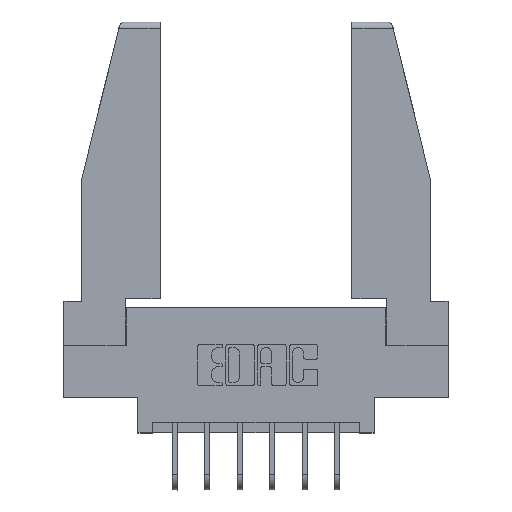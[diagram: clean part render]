
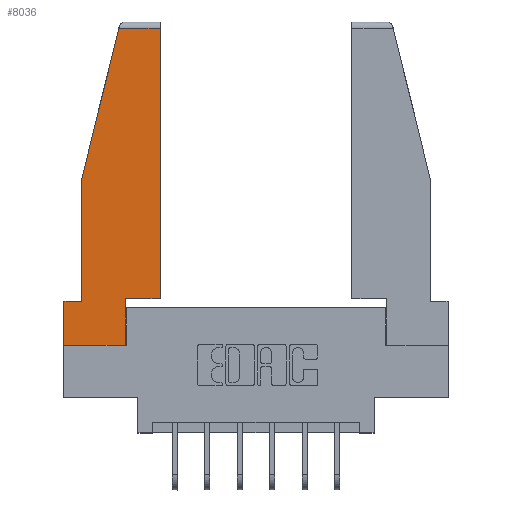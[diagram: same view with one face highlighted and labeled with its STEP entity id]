
A CAD part, top view. The second image highlights one B-rep face of the part: STEP entity #8036.
In plain terms, the highlighted planar face has unit normal (0, 0, 1).
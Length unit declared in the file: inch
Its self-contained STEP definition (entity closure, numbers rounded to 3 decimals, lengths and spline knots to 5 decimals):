
#21 = VERTEX_POINT ( 'NONE', #12129 ) ;
#239 = VERTEX_POINT ( 'NONE', #5478 ) ;
#307 = EDGE_CURVE ( 'NONE', #11438, #8616, #5998, .T. ) ;
#434 = PLANE ( 'NONE',  #1310 ) ;
#701 = DIRECTION ( 'NONE',  ( 1., 0., 0. ) ) ;
#722 = LINE ( 'NONE', #13174, #1404 ) ;
#1104 = CARTESIAN_POINT ( 'NONE',  ( 0., 1.52, 0. ) ) ;
#1310 = AXIS2_PLACEMENT_3D ( 'NONE', #7848, #10039, #7748 ) ;
#1314 = EDGE_CURVE ( 'NONE', #5070, #2790, #2251, .T. ) ;
#1375 = CARTESIAN_POINT ( 'NONE',  ( 0.086, 0.8, 0. ) ) ;
#1404 = VECTOR ( 'NONE', #6798, 39.37008 ) ;
#1538 = VECTOR ( 'NONE', #8576, 39.37008 ) ;
#2014 = CARTESIAN_POINT ( 'NONE',  ( 0.297, 0.223, 0. ) ) ;
#2182 = LINE ( 'NONE', #8483, #1538 ) ;
#2251 = LINE ( 'NONE', #1375, #10330 ) ;
#2432 = EDGE_CURVE ( 'NONE', #8616, #10263, #2454, .T. ) ;
#2454 = LINE ( 'NONE', #12158, #9029 ) ;
#2588 = CARTESIAN_POINT ( 'NONE',  ( 0.297, 0., 0. ) ) ;
#2724 = CARTESIAN_POINT ( 'NONE',  ( 0.086, 0.21, 0. ) ) ;
#2788 = CARTESIAN_POINT ( 'NONE',  ( 0., 0., 0. ) ) ;
#2790 = VERTEX_POINT ( 'NONE', #2724 ) ;
#2805 = VERTEX_POINT ( 'NONE', #13546 ) ;
#3117 = LINE ( 'NONE', #2788, #5535 ) ;
#3422 = ORIENTED_EDGE ( 'NONE', *, *, #1314, .T. ) ;
#3804 = VECTOR ( 'NONE', #8024, 39.37008 ) ;
#3813 = ORIENTED_EDGE ( 'NONE', *, *, #307, .T. ) ;
#4393 = EDGE_CURVE ( 'NONE', #10263, #5704, #9131, .T. ) ;
#4687 = VECTOR ( 'NONE', #13211, 39.37008 ) ;
#5070 = VERTEX_POINT ( 'NONE', #7373 ) ;
#5478 = CARTESIAN_POINT ( 'NONE',  ( 0., 0., 0. ) ) ;
#5535 = VECTOR ( 'NONE', #13189, 39.37008 ) ;
#5594 = CARTESIAN_POINT ( 'NONE',  ( 0.297, 0., 0. ) ) ;
#5694 = EDGE_CURVE ( 'NONE', #5704, #2805, #9106, .T. ) ;
#5704 = VERTEX_POINT ( 'NONE', #13112 ) ;
#5998 = LINE ( 'NONE', #2588, #4687 ) ;
#6084 = LINE ( 'NONE', #7366, #3804 ) ;
#6508 = EDGE_CURVE ( 'NONE', #2805, #5070, #6084, .T. ) ;
#6798 = DIRECTION ( 'NONE',  ( -1., 0., 0. ) ) ;
#6923 = ORIENTED_EDGE ( 'NONE', *, *, #11810, .T. ) ;
#7366 = CARTESIAN_POINT ( 'NONE',  ( 0.271, 1.55, 0. ) ) ;
#7373 = CARTESIAN_POINT ( 'NONE',  ( 0.086, 0.8, 0. ) ) ;
#7748 = DIRECTION ( 'NONE',  ( 1., 0., 0. ) ) ;
#7848 = CARTESIAN_POINT ( 'NONE',  ( 0., 0., 0. ) ) ;
#8024 = DIRECTION ( 'NONE',  ( -0.239, -0.971, 0. ) ) ;
#8036 = ADVANCED_FACE ( 'NONE', ( #10850 ), #434, .T. ) ;
#8198 = ORIENTED_EDGE ( 'NONE', *, *, #5694, .T. ) ;
#8392 = EDGE_CURVE ( 'NONE', #239, #11438, #3117, .T. ) ;
#8483 = CARTESIAN_POINT ( 'NONE',  ( 0., 0.21, 0. ) ) ;
#8576 = DIRECTION ( 'NONE',  ( 0., -1., 0. ) ) ;
#8577 = ORIENTED_EDGE ( 'NONE', *, *, #6508, .T. ) ;
#8616 = VERTEX_POINT ( 'NONE', #2014 ) ;
#8711 = ORIENTED_EDGE ( 'NONE', *, *, #8392, .T. ) ;
#8795 = VECTOR ( 'NONE', #12140, 39.37008 ) ;
#8862 = CARTESIAN_POINT ( 'NONE',  ( 0.461, 0.223, 0. ) ) ;
#9029 = VECTOR ( 'NONE', #701, 39.37008 ) ;
#9106 = LINE ( 'NONE', #1104, #9938 ) ;
#9131 = LINE ( 'NONE', #8862, #8795 ) ;
#9186 = CARTESIAN_POINT ( 'NONE',  ( 0.461, 0.223, 0. ) ) ;
#9938 = VECTOR ( 'NONE', #10065, 39.37008 ) ;
#10039 = DIRECTION ( 'NONE',  ( 0., 0., 1. ) ) ;
#10065 = DIRECTION ( 'NONE',  ( -1., 0., 0. ) ) ;
#10263 = VERTEX_POINT ( 'NONE', #9186 ) ;
#10330 = VECTOR ( 'NONE', #11790, 39.37008 ) ;
#10850 = FACE_OUTER_BOUND ( 'NONE', #12480, .T. ) ;
#11365 = ORIENTED_EDGE ( 'NONE', *, *, #2432, .T. ) ;
#11438 = VERTEX_POINT ( 'NONE', #5594 ) ;
#11790 = DIRECTION ( 'NONE',  ( 0., -1., 0. ) ) ;
#11810 = EDGE_CURVE ( 'NONE', #2790, #21, #722, .T. ) ;
#12129 = CARTESIAN_POINT ( 'NONE',  ( 0., 0.21, 0. ) ) ;
#12140 = DIRECTION ( 'NONE',  ( 0., 1., 0. ) ) ;
#12158 = CARTESIAN_POINT ( 'NONE',  ( 0.297, 0.223, 0. ) ) ;
#12409 = ORIENTED_EDGE ( 'NONE', *, *, #13601, .T. ) ;
#12480 = EDGE_LOOP ( 'NONE', ( #13015, #8198, #8577, #3422, #6923, #12409, #8711, #3813, #11365 ) ) ;
#13015 = ORIENTED_EDGE ( 'NONE', *, *, #4393, .T. ) ;
#13112 = CARTESIAN_POINT ( 'NONE',  ( 0.461, 1.52, 0. ) ) ;
#13174 = CARTESIAN_POINT ( 'NONE',  ( 0., 0.21, 0. ) ) ;
#13189 = DIRECTION ( 'NONE',  ( 1., 0., 0. ) ) ;
#13211 = DIRECTION ( 'NONE',  ( 0., 1., 0. ) ) ;
#13546 = CARTESIAN_POINT ( 'NONE',  ( 0.2636, 1.52, 0. ) ) ;
#13601 = EDGE_CURVE ( 'NONE', #21, #239, #2182, .T. ) ;
